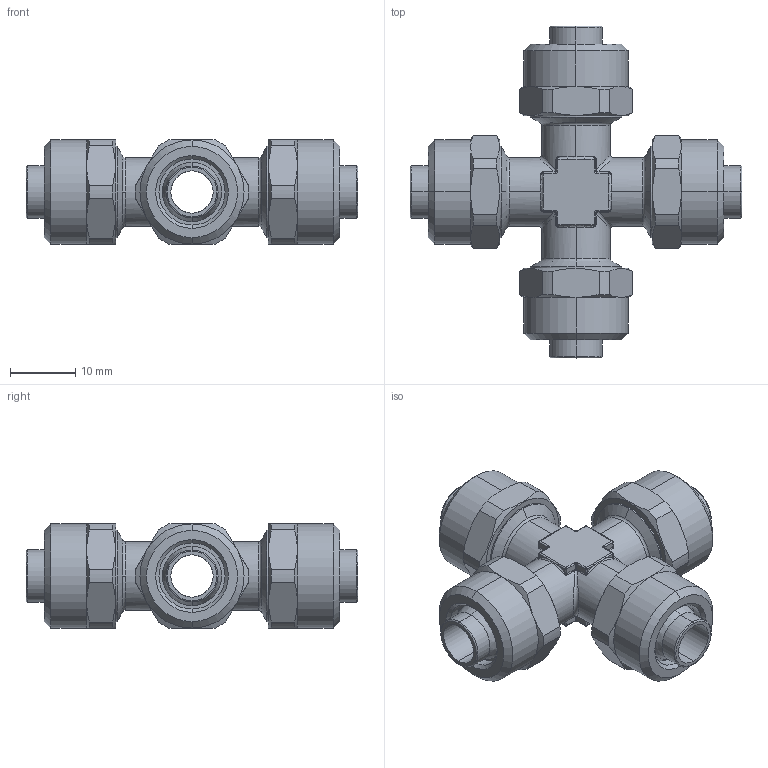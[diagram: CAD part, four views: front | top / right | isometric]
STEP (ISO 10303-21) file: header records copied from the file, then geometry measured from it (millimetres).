
FILE_DESCRIPTION (( 'STEP AP203' ), '1' );
FILE_NAME ('02120050.STEP', '2011-09-29T15:22:31', ( '' ), ( 'sopra-pneumatic' ), 'SwSTEP 2.0', 'SolidWorks 2011', '' );
FILE_SCHEMA (( 'CONFIG_CONTROL_DESIGN' ));
Length unit declared in the file: millimetre
Products named in the file (1): 02120050
Bounding box: 51 x 51 x 16 mm (x, y, z)
Volume: 9770.7 mm3; surface area: 6977.3 mm2
Topology: 1 solids, 1 shells, 392 faces, 918 edges, 514 vertices
Faces by surface type: cylinder 152, plane 74, cone 64, bspline 44, torus 34, sphere 24
Entity records: 12195 total; most frequent: CARTESIAN_POINT 3569, DIRECTION 1846, ORIENTED_EDGE 1788, EDGE_CURVE 894, AXIS2_PLACEMENT_3D 779, VERTEX_POINT 514, CIRCLE 430, EDGE_LOOP 408
